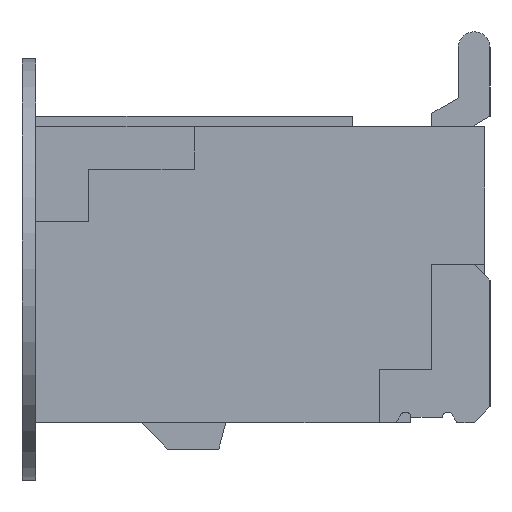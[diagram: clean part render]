
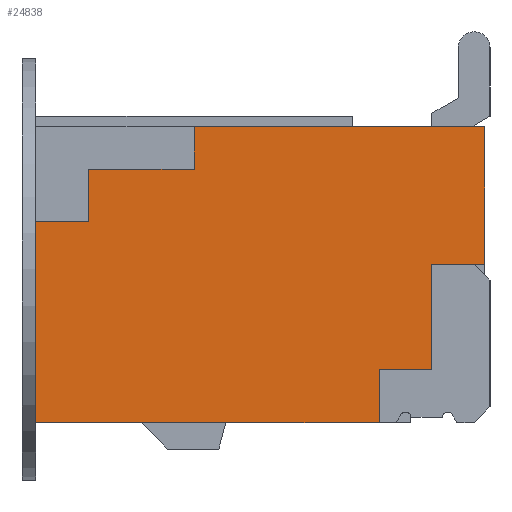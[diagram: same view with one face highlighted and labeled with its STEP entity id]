
A CAD part, left-side view. The second image highlights one B-rep face of the part: STEP entity #24838.
In plain terms, the highlighted planar face has unit normal (-1, 0, 0).
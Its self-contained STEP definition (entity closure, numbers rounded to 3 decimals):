
#1787=LINE('',#37684,#4996);
#1794=LINE('',#37699,#5003);
#1805=LINE('',#37723,#5014);
#1810=LINE('',#37734,#5019);
#1817=LINE('',#37749,#5026);
#1952=LINE('',#38048,#5161);
#2644=LINE('',#39443,#5853);
#3037=LINE('',#40018,#6246);
#3056=LINE('',#40053,#6265);
#3057=LINE('',#40054,#6266);
#3058=LINE('',#40055,#6267);
#3059=LINE('',#40056,#6268);
#4996=VECTOR('',#30914,1000.);
#5003=VECTOR('',#30923,1000.);
#5014=VECTOR('',#30938,1000.);
#5019=VECTOR('',#30945,1000.);
#5026=VECTOR('',#30954,1000.);
#5161=VECTOR('',#31147,1000.);
#5853=VECTOR('',#31931,1000.);
#6246=VECTOR('',#32558,1000.);
#6265=VECTOR('',#32579,1000.);
#6266=VECTOR('',#32580,1000.);
#6267=VECTOR('',#32581,1000.);
#6268=VECTOR('',#32582,1000.);
#7183=PLANE('',#26518);
#13532=ORIENTED_EDGE('',*,*,#17802,.F.);
#13533=ORIENTED_EDGE('',*,*,#16963,.F.);
#13534=ORIENTED_EDGE('',*,*,#18214,.F.);
#13535=ORIENTED_EDGE('',*,*,#16968,.F.);
#13536=ORIENTED_EDGE('',*,*,#18215,.F.);
#13537=ORIENTED_EDGE('',*,*,#18195,.F.);
#13538=ORIENTED_EDGE('',*,*,#16975,.T.);
#13539=ORIENTED_EDGE('',*,*,#18216,.F.);
#13540=ORIENTED_EDGE('',*,*,#16952,.F.);
#13541=ORIENTED_EDGE('',*,*,#18217,.F.);
#13542=ORIENTED_EDGE('',*,*,#16945,.F.);
#13543=ORIENTED_EDGE('',*,*,#17110,.T.);
#16945=EDGE_CURVE('',#19866,#19867,#1787,.T.);
#16952=EDGE_CURVE('',#19873,#19874,#1794,.T.);
#16963=EDGE_CURVE('',#19884,#19885,#1805,.T.);
#16968=EDGE_CURVE('',#19889,#19890,#1810,.T.);
#16975=EDGE_CURVE('',#19897,#19896,#1817,.T.);
#17110=EDGE_CURVE('',#19866,#20031,#1952,.T.);
#17802=EDGE_CURVE('',#19885,#20031,#2644,.T.);
#18195=EDGE_CURVE('',#19897,#20754,#3037,.T.);
#18214=EDGE_CURVE('',#19890,#19884,#3056,.T.);
#18215=EDGE_CURVE('',#20754,#19889,#3057,.T.);
#18216=EDGE_CURVE('',#19874,#19896,#3058,.T.);
#18217=EDGE_CURVE('',#19867,#19873,#3059,.T.);
#19866=VERTEX_POINT('',#37683);
#19867=VERTEX_POINT('',#37685);
#19873=VERTEX_POINT('',#37698);
#19874=VERTEX_POINT('',#37700);
#19884=VERTEX_POINT('',#37722);
#19885=VERTEX_POINT('',#37724);
#19889=VERTEX_POINT('',#37733);
#19890=VERTEX_POINT('',#37735);
#19896=VERTEX_POINT('',#37748);
#19897=VERTEX_POINT('',#37750);
#20031=VERTEX_POINT('',#38047);
#20754=VERTEX_POINT('',#40019);
#22211=EDGE_LOOP('',(#13532,#13533,#13534,#13535,#13536,#13537,#13538,#13539,
#13540,#13541,#13542,#13543));
#23416=FACE_BOUND('',#22211,.T.);
#24838=ADVANCED_FACE('',(#23416),#7183,.F.);
#26518=AXIS2_PLACEMENT_3D('',#40052,#32577,#32578);
#30914=DIRECTION('',(0.,1.,0.));
#30923=DIRECTION('',(0.,1.,0.));
#30938=DIRECTION('',(0.,0.,1.));
#30945=DIRECTION('',(0.,0.,1.));
#30954=DIRECTION('',(0.,-1.,0.));
#31147=DIRECTION('',(0.,0.,1.));
#31931=DIRECTION('',(0.,-1.,0.));
#32558=DIRECTION('',(0.,0.,1.));
#32577=DIRECTION('',(1.,0.,0.));
#32578=DIRECTION('',(0.,0.,-1.));
#32579=DIRECTION('',(0.,-1.,0.));
#32580=DIRECTION('',(0.,-1.,0.));
#32581=DIRECTION('',(0.,0.,-1.));
#32582=DIRECTION('',(0.,0.,-1.));
#37683=CARTESIAN_POINT('',(-8.5,0.,0.05));
#37684=CARTESIAN_POINT('',(-8.5,0.,0.05));
#37685=CARTESIAN_POINT('',(-8.5,0.5,0.05));
#37698=CARTESIAN_POINT('',(-8.5,0.5,-0.95));
#37699=CARTESIAN_POINT('',(-8.5,0.5,-0.95));
#37700=CARTESIAN_POINT('',(-8.5,1.,-0.95));
#37722=CARTESIAN_POINT('',(-8.5,2.75,0.95));
#37723=CARTESIAN_POINT('',(-8.5,2.75,0.95));
#37724=CARTESIAN_POINT('',(-8.5,2.75,1.35));
#37733=CARTESIAN_POINT('',(-8.5,3.75,0.45));
#37734=CARTESIAN_POINT('',(-8.5,3.75,0.45));
#37735=CARTESIAN_POINT('',(-8.5,3.75,0.95));
#37748=CARTESIAN_POINT('',(-8.5,1.,-1.45));
#37749=CARTESIAN_POINT('',(-8.5,4.25,-1.45));
#37750=CARTESIAN_POINT('',(-8.5,4.25,-1.45));
#38047=CARTESIAN_POINT('',(-8.5,0.,1.35));
#38048=CARTESIAN_POINT('',(-8.5,0.,-1.45));
#39443=CARTESIAN_POINT('',(-8.5,4.25,1.35));
#40018=CARTESIAN_POINT('',(-8.5,4.25,-1.45));
#40019=CARTESIAN_POINT('',(-8.5,4.25,0.45));
#40052=CARTESIAN_POINT('',(-8.5,4.25,-1.45));
#40053=CARTESIAN_POINT('',(-8.5,3.75,0.95));
#40054=CARTESIAN_POINT('',(-8.5,4.25,0.45));
#40055=CARTESIAN_POINT('',(-8.5,1.,-0.95));
#40056=CARTESIAN_POINT('',(-8.5,0.5,0.05));
